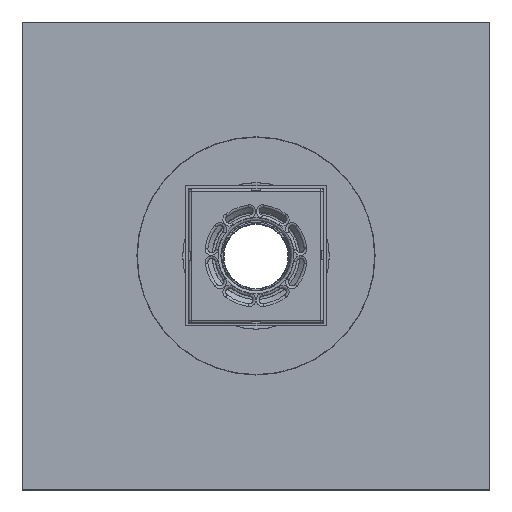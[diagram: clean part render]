
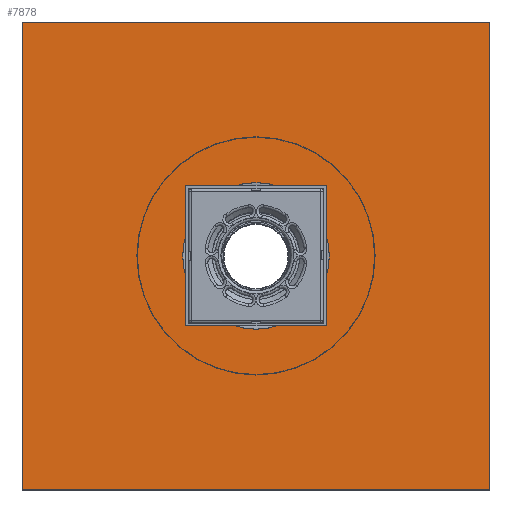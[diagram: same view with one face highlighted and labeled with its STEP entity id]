
A CAD part, top view. The second image highlights one B-rep face of the part: STEP entity #7878.
In plain terms, the highlighted planar face has unit normal (0, 0, 1).
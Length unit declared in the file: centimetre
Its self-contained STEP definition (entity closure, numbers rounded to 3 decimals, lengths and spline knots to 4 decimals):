
#582=FACE_BOUND('',#1539,.T.);
#916=FACE_OUTER_BOUND('',#1538,.T.);
#1538=EDGE_LOOP('',(#6132,#6133,#6134,#6135));
#1539=EDGE_LOOP('',(#6136));
#2203=CIRCLE('',#9722,78.2516);
#3059=VERTEX_POINT('',#15451);
#3061=VERTEX_POINT('',#15455);
#3062=VERTEX_POINT('',#15459);
#3064=VERTEX_POINT('',#15462);
#3083=VERTEX_POINT('',#15530);
#4112=EDGE_CURVE('',#3059,#3061,#8405,.T.);
#4114=EDGE_CURVE('',#3064,#3062,#8407,.T.);
#4117=EDGE_CURVE('',#3061,#3064,#8410,.T.);
#4120=EDGE_CURVE('',#3059,#3062,#8413,.T.);
#4148=EDGE_CURVE('',#3083,#3083,#2203,.T.);
#6132=ORIENTED_EDGE('',*,*,#4120,.F.);
#6133=ORIENTED_EDGE('',*,*,#4112,.T.);
#6134=ORIENTED_EDGE('',*,*,#4117,.T.);
#6135=ORIENTED_EDGE('',*,*,#4114,.T.);
#6136=ORIENTED_EDGE('',*,*,#4148,.T.);
#7530=PLANE('',#9725);
#7878=ADVANCED_FACE('',(#916,#582),#7530,.T.);
#8405=LINE('',#15457,#8838);
#8407=LINE('',#15463,#8840);
#8410=LINE('',#15468,#8843);
#8413=LINE('',#15472,#8846);
#8838=VECTOR('',#11922,1.);
#8840=VECTOR('',#11926,1.);
#8843=VECTOR('',#11931,1.);
#8846=VECTOR('',#11936,1.);
#9722=AXIS2_PLACEMENT_3D('',#15531,#12010,#12011);
#9725=AXIS2_PLACEMENT_3D('',#15534,#12016,#12017);
#11922=DIRECTION('',(1.,0.,0.));
#11926=DIRECTION('',(-1.,0.,0.));
#11931=DIRECTION('',(0.,1.,0.));
#11936=DIRECTION('',(0.,1.,0.));
#12010=DIRECTION('center_axis',(0.,0.,-1.));
#12011=DIRECTION('ref_axis',(1.,0.,0.));
#12016=DIRECTION('center_axis',(0.,0.,1.));
#12017=DIRECTION('ref_axis',(0.,1.,0.));
#15451=CARTESIAN_POINT('',(-250.,-250.,378.129));
#15455=CARTESIAN_POINT('',(250.,-250.,378.129));
#15457=CARTESIAN_POINT('',(0.,-250.,378.129));
#15459=CARTESIAN_POINT('',(-250.,250.,378.129));
#15462=CARTESIAN_POINT('',(250.,250.,378.129));
#15463=CARTESIAN_POINT('',(0.,250.,378.129));
#15468=CARTESIAN_POINT('',(250.,0.,378.129));
#15472=CARTESIAN_POINT('',(-250.,0.,378.129));
#15530=CARTESIAN_POINT('',(0.,-78.2516,378.129));
#15531=CARTESIAN_POINT('Origin',(0.,0.,378.129));
#15534=CARTESIAN_POINT('Origin',(0.,0.,378.129));
